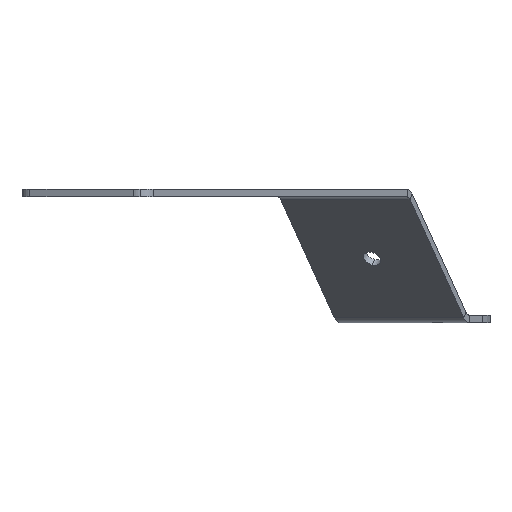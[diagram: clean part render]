
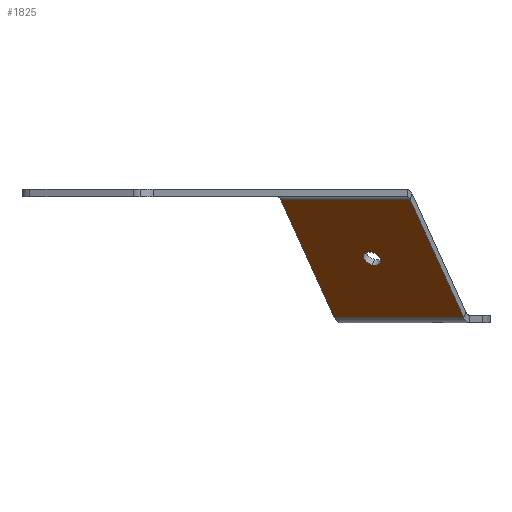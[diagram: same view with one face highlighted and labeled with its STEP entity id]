
A CAD part, left-side view. The second image highlights one B-rep face of the part: STEP entity #1825.
In plain terms, the highlighted planar face has unit normal (-0.63, 0.321, -0.707).
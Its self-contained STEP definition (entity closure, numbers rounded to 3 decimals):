
#30 = PLANE ( 'NONE',  #1461 ) ;
#47 = CARTESIAN_POINT ( 'NONE',  ( -30.637, 15.61, 21.385 ) ) ;
#53 = CARTESIAN_POINT ( 'NONE',  ( -1.17, 28.654, 1.051 ) ) ;
#139 = LINE ( 'NONE', #642, #649 ) ;
#167 = DIRECTION ( 'NONE',  ( 0.63, -0.321, 0.707 ) ) ;
#177 = DIRECTION ( 'NONE',  ( 0.63, -0.321, 0.707 ) ) ;
#184 = EDGE_CURVE ( 'NONE', #870, #1698, #1808, .T. ) ;
#213 = DIRECTION ( 'NONE',  ( 0.747, 0., -0.665 ) ) ;
#253 = VERTEX_POINT ( 'NONE', #860 ) ;
#290 = EDGE_CURVE ( 'NONE', #1861, #1342, #1182, .T. ) ;
#301 = EDGE_CURVE ( 'NONE', #1698, #870, #1095, .T. ) ;
#319 = EDGE_CURVE ( 'NONE', #253, #1579, #1794, .T. ) ;
#345 = FACE_BOUND ( 'NONE', #831, .T. ) ;
#352 = CARTESIAN_POINT ( 'NONE',  ( -30.637, 15.61, 21.385 ) ) ;
#375 = DIRECTION ( 'NONE',  ( -0.454, -0.891, 0. ) ) ;
#441 = EDGE_CURVE ( 'NONE', #1861, #1579, #647, .T. ) ;
#456 = CARTESIAN_POINT ( 'NONE',  ( -33.008, 15.61, 23.497 ) ) ;
#464 = DIRECTION ( 'NONE',  ( 0.63, -0.321, -0.707 ) ) ;
#640 = ORIENTED_EDGE ( 'NONE', *, *, #319, .F. ) ;
#642 = CARTESIAN_POINT ( 'NONE',  ( -15.467, -20.177, -8.379 ) ) ;
#647 = LINE ( 'NONE', #1787, #1811 ) ;
#649 = VECTOR ( 'NONE', #2107, 1000. ) ;
#678 = DIRECTION ( 'NONE',  ( 0.747, 0., -0.665 ) ) ;
#743 = ORIENTED_EDGE ( 'NONE', *, *, #184, .T. ) ;
#792 = AXIS2_PLACEMENT_3D ( 'NONE', #352, #177, #213 ) ;
#826 = DIRECTION ( 'NONE',  ( 0.454, 0.891, 0. ) ) ;
#831 = EDGE_LOOP ( 'NONE', ( #743, #978 ) ) ;
#845 = ORIENTED_EDGE ( 'NONE', *, *, #290, .F. ) ;
#860 = CARTESIAN_POINT ( 'NONE',  ( -23.87, -15.896, 1.051 ) ) ;
#870 = VERTEX_POINT ( 'NONE', #950 ) ;
#936 = EDGE_LOOP ( 'NONE', ( #845, #1641, #640, #2047 ) ) ;
#950 = CARTESIAN_POINT ( 'NONE',  ( -28.267, 15.61, 19.273 ) ) ;
#978 = ORIENTED_EDGE ( 'NONE', *, *, #301, .T. ) ;
#1007 = CARTESIAN_POINT ( 'NONE',  ( -37.405, 47.117, 41.718 ) ) ;
#1017 = DIRECTION ( 'NONE',  ( 0.63, -0.321, 0.707 ) ) ;
#1095 = CIRCLE ( 'NONE', #1848, 3.175 ) ;
#1182 = LINE ( 'NONE', #1350, #1326 ) ;
#1185 = CARTESIAN_POINT ( 'NONE',  ( -4.118, 2.098, -8.379 ) ) ;
#1318 = CARTESIAN_POINT ( 'NONE',  ( -1.17, 28.654, 1.051 ) ) ;
#1326 = VECTOR ( 'NONE', #375, 1000. ) ;
#1342 = VERTEX_POINT ( 'NONE', #1578 ) ;
#1346 = EDGE_CURVE ( 'NONE', #253, #1342, #139, .T. ) ;
#1350 = CARTESIAN_POINT ( 'NONE',  ( -37.405, 47.117, 41.718 ) ) ;
#1461 = AXIS2_PLACEMENT_3D ( 'NONE', #1185, #1017, #678 ) ;
#1578 = CARTESIAN_POINT ( 'NONE',  ( -60.104, 2.566, 41.718 ) ) ;
#1579 = VERTEX_POINT ( 'NONE', #53 ) ;
#1641 = ORIENTED_EDGE ( 'NONE', *, *, #441, .T. ) ;
#1698 = VERTEX_POINT ( 'NONE', #456 ) ;
#1787 = CARTESIAN_POINT ( 'NONE',  ( 7.232, 24.373, -8.379 ) ) ;
#1794 = LINE ( 'NONE', #1318, #1881 ) ;
#1808 = CIRCLE ( 'NONE', #792, 3.175 ) ;
#1811 = VECTOR ( 'NONE', #464, 1000. ) ;
#1825 = ADVANCED_FACE ( 'NONE', ( #345, #1858 ), #30, .F. ) ;
#1829 = DIRECTION ( 'NONE',  ( 0.747, 0., -0.665 ) ) ;
#1848 = AXIS2_PLACEMENT_3D ( 'NONE', #47, #167, #1829 ) ;
#1858 = FACE_OUTER_BOUND ( 'NONE', #936, .T. ) ;
#1861 = VERTEX_POINT ( 'NONE', #1007 ) ;
#1881 = VECTOR ( 'NONE', #826, 1000. ) ;
#2047 = ORIENTED_EDGE ( 'NONE', *, *, #1346, .T. ) ;
#2107 = DIRECTION ( 'NONE',  ( -0.63, 0.321, 0.707 ) ) ;
